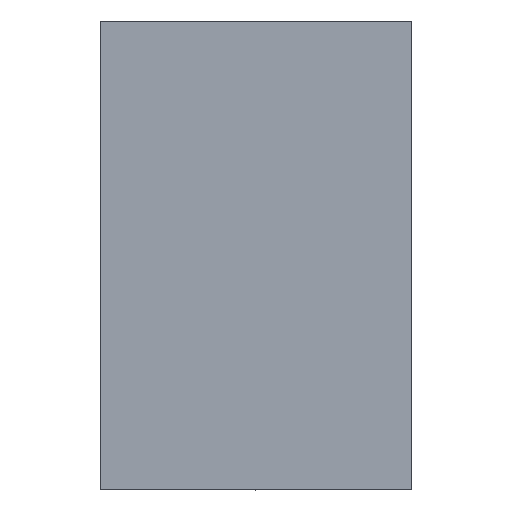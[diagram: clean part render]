
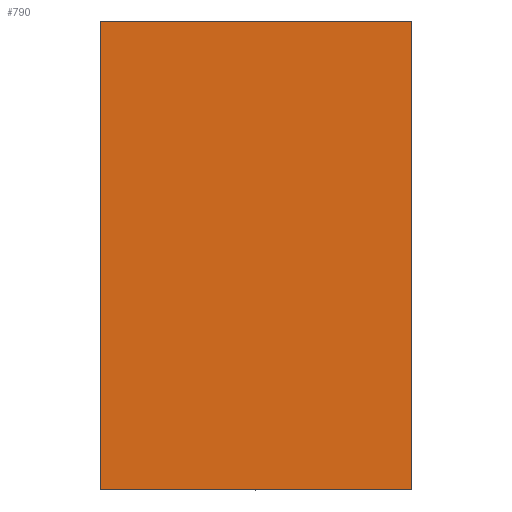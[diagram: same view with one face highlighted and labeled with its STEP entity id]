
A CAD part, top view. The second image highlights one B-rep face of the part: STEP entity #790.
In plain terms, the highlighted planar face has unit normal (0, 0, 1).
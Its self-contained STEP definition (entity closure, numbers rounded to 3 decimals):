
#44 = PLANE('',#45);
#45 = AXIS2_PLACEMENT_3D('',#46,#47,#48);
#46 = CARTESIAN_POINT('',(0.,0.,
    6.198));
#47 = DIRECTION('',(0.,1.,0.));
#48 = DIRECTION('',(0.,0.,1.));
#75 = PLANE('',#76);
#76 = AXIS2_PLACEMENT_3D('',#77,#78,#79);
#77 = CARTESIAN_POINT('',(-30.,0.,0.));
#78 = DIRECTION('',(-1.,0.,0.));
#79 = DIRECTION('',(0.,0.,1.));
#151 = PLANE('',#152);
#152 = AXIS2_PLACEMENT_3D('',#153,#154,#155);
#153 = CARTESIAN_POINT('',(30.,0.,35.));
#154 = DIRECTION('',(1.,0.,0.));
#155 = DIRECTION('',(0.,0.,-1.));
#168 = VERTEX_POINT('',#169);
#169 = CARTESIAN_POINT('',(-30.,0.,35.));
#190 = EDGE_CURVE('',#168,#191,#193,.T.);
#191 = VERTEX_POINT('',#192);
#192 = CARTESIAN_POINT('',(30.,0.,35.));
#193 = SURFACE_CURVE('',#194,(#198,#205),.PCURVE_S1.);
#194 = LINE('',#195,#196);
#195 = CARTESIAN_POINT('',(-30.,0.,35.));
#196 = VECTOR('',#197,1.);
#197 = DIRECTION('',(1.,0.,0.));
#198 = PCURVE('',#44,#199);
#199 = DEFINITIONAL_REPRESENTATION('',(#200),#204);
#200 = LINE('',#201,#202);
#201 = CARTESIAN_POINT('',(28.802,-30.));
#202 = VECTOR('',#203,1.);
#203 = DIRECTION('',(0.,1.));
#204 = ( GEOMETRIC_REPRESENTATION_CONTEXT(2) 
PARAMETRIC_REPRESENTATION_CONTEXT() REPRESENTATION_CONTEXT('2D SPACE',''
  ) );
#205 = PCURVE('',#206,#211);
#206 = PLANE('',#207);
#207 = AXIS2_PLACEMENT_3D('',#208,#209,#210);
#208 = CARTESIAN_POINT('',(-30.,0.,35.));
#209 = DIRECTION('',(0.,0.,1.));
#210 = DIRECTION('',(1.,0.,0.));
#211 = DEFINITIONAL_REPRESENTATION('',(#212),#216);
#212 = LINE('',#213,#214);
#213 = CARTESIAN_POINT('',(0.,0.));
#214 = VECTOR('',#215,1.);
#215 = DIRECTION('',(1.,0.));
#216 = ( GEOMETRIC_REPRESENTATION_CONTEXT(2) 
PARAMETRIC_REPRESENTATION_CONTEXT() REPRESENTATION_CONTEXT('2D SPACE',''
  ) );
#367 = EDGE_CURVE('',#191,#368,#370,.T.);
#368 = VERTEX_POINT('',#369);
#369 = CARTESIAN_POINT('',(30.,-90.,35.));
#370 = SURFACE_CURVE('',#371,(#375,#382),.PCURVE_S1.);
#371 = LINE('',#372,#373);
#372 = CARTESIAN_POINT('',(30.,0.,35.));
#373 = VECTOR('',#374,1.);
#374 = DIRECTION('',(0.,-1.,0.));
#375 = PCURVE('',#151,#376);
#376 = DEFINITIONAL_REPRESENTATION('',(#377),#381);
#377 = LINE('',#378,#379);
#378 = CARTESIAN_POINT('',(0.,0.));
#379 = VECTOR('',#380,1.);
#380 = DIRECTION('',(0.,-1.));
#381 = ( GEOMETRIC_REPRESENTATION_CONTEXT(2) 
PARAMETRIC_REPRESENTATION_CONTEXT() REPRESENTATION_CONTEXT('2D SPACE',''
  ) );
#382 = PCURVE('',#206,#383);
#383 = DEFINITIONAL_REPRESENTATION('',(#384),#388);
#384 = LINE('',#385,#386);
#385 = CARTESIAN_POINT('',(60.,0.));
#386 = VECTOR('',#387,1.);
#387 = DIRECTION('',(0.,-1.));
#388 = ( GEOMETRIC_REPRESENTATION_CONTEXT(2) 
PARAMETRIC_REPRESENTATION_CONTEXT() REPRESENTATION_CONTEXT('2D SPACE',''
  ) );
#406 = PLANE('',#407);
#407 = AXIS2_PLACEMENT_3D('',#408,#409,#410);
#408 = CARTESIAN_POINT('',(0.,-90.,6.198));
#409 = DIRECTION('',(0.,1.,0.));
#410 = DIRECTION('',(0.,0.,1.));
#748 = VERTEX_POINT('',#749);
#749 = CARTESIAN_POINT('',(-30.,-90.,35.));
#770 = EDGE_CURVE('',#168,#748,#771,.T.);
#771 = SURFACE_CURVE('',#772,(#776,#783),.PCURVE_S1.);
#772 = LINE('',#773,#774);
#773 = CARTESIAN_POINT('',(-30.,0.,35.));
#774 = VECTOR('',#775,1.);
#775 = DIRECTION('',(0.,-1.,0.));
#776 = PCURVE('',#75,#777);
#777 = DEFINITIONAL_REPRESENTATION('',(#778),#782);
#778 = LINE('',#779,#780);
#779 = CARTESIAN_POINT('',(35.,0.));
#780 = VECTOR('',#781,1.);
#781 = DIRECTION('',(0.,-1.));
#782 = ( GEOMETRIC_REPRESENTATION_CONTEXT(2) 
PARAMETRIC_REPRESENTATION_CONTEXT() REPRESENTATION_CONTEXT('2D SPACE',''
  ) );
#783 = PCURVE('',#206,#784);
#784 = DEFINITIONAL_REPRESENTATION('',(#785),#789);
#785 = LINE('',#786,#787);
#786 = CARTESIAN_POINT('',(0.,0.));
#787 = VECTOR('',#788,1.);
#788 = DIRECTION('',(0.,-1.));
#789 = ( GEOMETRIC_REPRESENTATION_CONTEXT(2) 
PARAMETRIC_REPRESENTATION_CONTEXT() REPRESENTATION_CONTEXT('2D SPACE',''
  ) );
#790 = ADVANCED_FACE('',(#791),#206,.T.);
#791 = FACE_BOUND('',#792,.T.);
#792 = EDGE_LOOP('',(#793,#794,#815,#816));
#793 = ORIENTED_EDGE('',*,*,#770,.T.);
#794 = ORIENTED_EDGE('',*,*,#795,.T.);
#795 = EDGE_CURVE('',#748,#368,#796,.T.);
#796 = SURFACE_CURVE('',#797,(#801,#808),.PCURVE_S1.);
#797 = LINE('',#798,#799);
#798 = CARTESIAN_POINT('',(-30.,-90.,35.));
#799 = VECTOR('',#800,1.);
#800 = DIRECTION('',(1.,0.,0.));
#801 = PCURVE('',#206,#802);
#802 = DEFINITIONAL_REPRESENTATION('',(#803),#807);
#803 = LINE('',#804,#805);
#804 = CARTESIAN_POINT('',(0.,-90.));
#805 = VECTOR('',#806,1.);
#806 = DIRECTION('',(1.,0.));
#807 = ( GEOMETRIC_REPRESENTATION_CONTEXT(2) 
PARAMETRIC_REPRESENTATION_CONTEXT() REPRESENTATION_CONTEXT('2D SPACE',''
  ) );
#808 = PCURVE('',#406,#809);
#809 = DEFINITIONAL_REPRESENTATION('',(#810),#814);
#810 = LINE('',#811,#812);
#811 = CARTESIAN_POINT('',(28.802,-30.));
#812 = VECTOR('',#813,1.);
#813 = DIRECTION('',(0.,1.));
#814 = ( GEOMETRIC_REPRESENTATION_CONTEXT(2) 
PARAMETRIC_REPRESENTATION_CONTEXT() REPRESENTATION_CONTEXT('2D SPACE',''
  ) );
#815 = ORIENTED_EDGE('',*,*,#367,.F.);
#816 = ORIENTED_EDGE('',*,*,#190,.F.);
